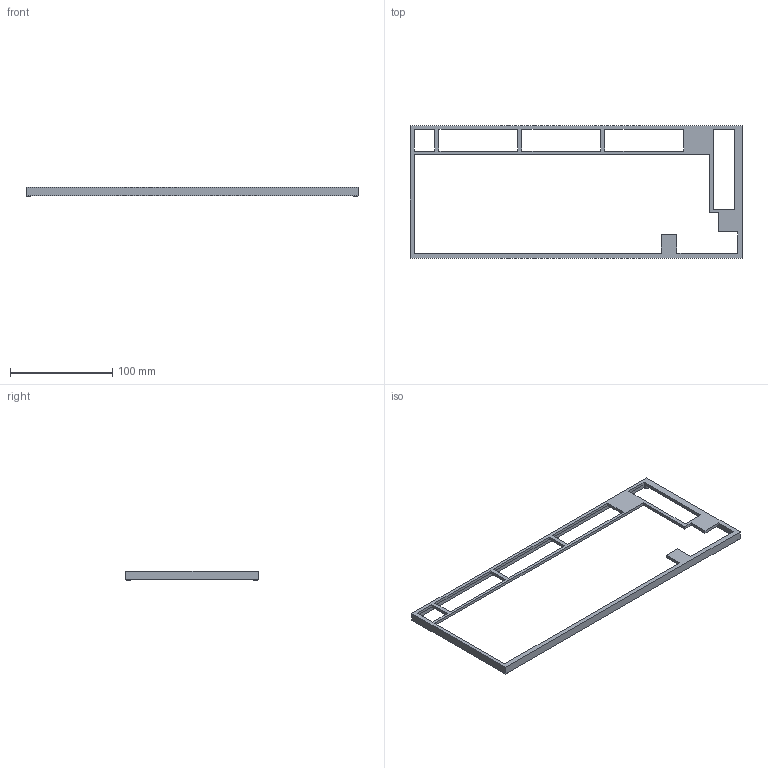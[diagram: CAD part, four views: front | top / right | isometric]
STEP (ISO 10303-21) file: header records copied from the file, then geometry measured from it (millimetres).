
FILE_DESCRIPTION(/* description */ (''),/* implementation_level */ '2;1');
FILE_NAME(/* name */ 'personal 75% top plate.step',/* time_stamp */ '2023-03-07T12:01:57-08:00',/* author */ (''),/* organization */ (''),/* preprocessor_version */ 'ST-DEVELOPER v19.2',/* originating_system */ 'Autodesk Translation Framework v11.17.0.187',/* authorisation */ '');
FILE_SCHEMA (('AUTOMOTIVE_DESIGN { 1 0 10303 214 3 1 1 }'));
Length unit declared in the file: millimetre
Products named in the file (3): personal 65% case; keyboard PCB; Component2
Assembly tree (2 placements, depth 2):
  personal 65% case
    keyboard PCB
    Component2
Bounding box: 324.34 x 129.07 x 9 mm (x, y, z)
Volume: 27840.5 mm3; surface area: 29923.8 mm2
Topology: 1 solids, 1 shells, 67 faces, 182 edges, 121 vertices
Faces by surface type: plane 59, cylinder 8
Full cylindrical faces by diameter (mm): 2 x4, 4 x4
Entity records: 2209 total; most frequent: CARTESIAN_POINT 375, ORIENTED_EDGE 364, DIRECTION 352, EDGE_CURVE 182, LINE 156, VECTOR 156, VERTEX_POINT 121, AXIS2_PLACEMENT_3D 98
